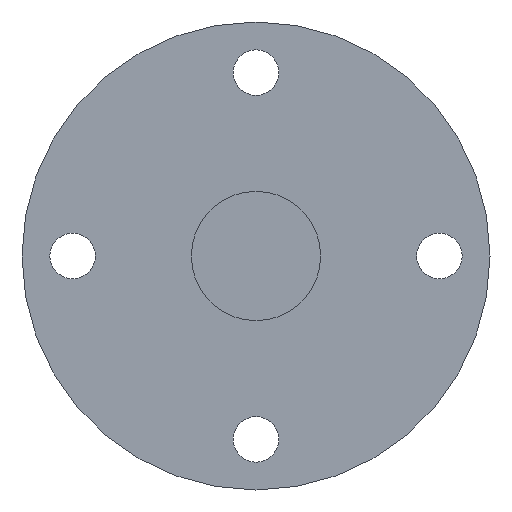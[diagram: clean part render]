
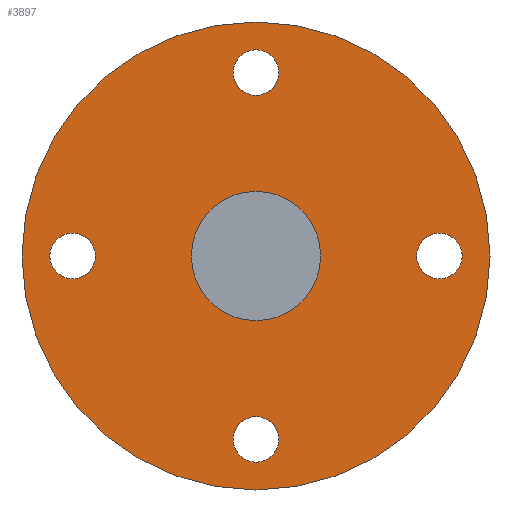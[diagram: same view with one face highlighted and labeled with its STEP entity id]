
A CAD part, front view. The second image highlights one B-rep face of the part: STEP entity #3897.
In plain terms, the highlighted planar face has unit normal (0, -1, 0).
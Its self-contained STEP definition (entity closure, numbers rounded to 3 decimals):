
#1017=PLANE($,#4140);
#1162=FACE_BOUND($,#1442,.T.);
#1163=FACE_BOUND($,#1443,.T.);
#1164=FACE_BOUND($,#1444,.T.);
#1165=FACE_BOUND($,#1445,.T.);
#1166=FACE_BOUND($,#1446,.T.);
#1167=FACE_BOUND($,#1447,.T.);
#1442=EDGE_LOOP($,(#2707));
#1443=EDGE_LOOP($,(#2708));
#1444=EDGE_LOOP($,(#2709));
#1445=EDGE_LOOP($,(#2710));
#1446=EDGE_LOOP($,(#2711));
#1447=EDGE_LOOP($,(#2712));
#1695=CIRCLE($,#4120,9.);
#1697=CIRCLE($,#4123,9.);
#1699=CIRCLE($,#4126,9.);
#1701=CIRCLE($,#4129,9.);
#1707=CIRCLE($,#4139,92.5);
#1708=CIRCLE($,#4141,25.541);
#1726=VERTEX_POINT($,#5042);
#1728=VERTEX_POINT($,#5047);
#1730=VERTEX_POINT($,#5052);
#1732=VERTEX_POINT($,#5057);
#1738=VERTEX_POINT($,#5073);
#1739=VERTEX_POINT($,#5076);
#2115=EDGE_CURVE($,#1726,#1726,#1695,.T.);
#2117=EDGE_CURVE($,#1728,#1728,#1697,.T.);
#2119=EDGE_CURVE($,#1730,#1730,#1699,.T.);
#2121=EDGE_CURVE($,#1732,#1732,#1701,.T.);
#2127=EDGE_CURVE($,#1738,#1738,#1707,.T.);
#2128=EDGE_CURVE($,#1739,#1739,#1708,.T.);
#2707=ORIENTED_EDGE($,*,*,#2115,.T.);
#2708=ORIENTED_EDGE($,*,*,#2117,.T.);
#2709=ORIENTED_EDGE($,*,*,#2119,.T.);
#2710=ORIENTED_EDGE($,*,*,#2121,.T.);
#2711=ORIENTED_EDGE($,*,*,#2127,.T.);
#2712=ORIENTED_EDGE($,*,*,#2128,.F.);
#3897=ADVANCED_FACE($,(#1162,#1163,#1164,#1165,#1166,#1167),#1017,.T.);
#4120=AXIS2_PLACEMENT_3D($,#5043,#4301,#4302);
#4123=AXIS2_PLACEMENT_3D($,#5048,#4307,#4308);
#4126=AXIS2_PLACEMENT_3D($,#5053,#4313,#4314);
#4129=AXIS2_PLACEMENT_3D($,#5058,#4319,#4320);
#4139=AXIS2_PLACEMENT_3D($,#5074,#4339,#4340);
#4140=AXIS2_PLACEMENT_3D($,#5075,#4341,#4342);
#4141=AXIS2_PLACEMENT_3D($,#5077,#4343,#4344);
#4301=DIRECTION('center_axis',(0.,1.,0.));
#4302=DIRECTION('ref_axis',(-1.,0.,0.));
#4307=DIRECTION('center_axis',(0.,1.,0.));
#4308=DIRECTION('ref_axis',(-1.,0.,0.));
#4313=DIRECTION('center_axis',(0.,1.,0.));
#4314=DIRECTION('ref_axis',(-1.,0.,0.));
#4319=DIRECTION('center_axis',(0.,1.,0.));
#4320=DIRECTION('ref_axis',(-1.,0.,0.));
#4339=DIRECTION('center_axis',(0.,-1.,0.));
#4340=DIRECTION('ref_axis',(1.,0.,0.));
#4341=DIRECTION('center_axis',(0.,-1.,0.));
#4342=DIRECTION('ref_axis',(0.,0.,-1.));
#4343=DIRECTION('center_axis',(0.,-1.,0.));
#4344=DIRECTION('ref_axis',(1.,0.,0.));
#5042=CARTESIAN_POINT('',(81.5,20.601,0.));
#5043=CARTESIAN_POINT('Origin',(72.5,20.601,0.));
#5047=CARTESIAN_POINT('',(-63.5,20.601,0.));
#5048=CARTESIAN_POINT('Origin',(-72.5,20.601,0.));
#5052=CARTESIAN_POINT('',(9.,20.601,72.5));
#5053=CARTESIAN_POINT('Origin',(0.,20.601,
72.5));
#5057=CARTESIAN_POINT('',(9.,20.601,-72.5));
#5058=CARTESIAN_POINT('Origin',(0.,20.601,
-72.5));
#5073=CARTESIAN_POINT('',(92.5,20.601,0.));
#5074=CARTESIAN_POINT('Origin',(0.,20.601,0.));
#5075=CARTESIAN_POINT('Origin',(25.541,20.601,0.));
#5076=CARTESIAN_POINT('',(25.541,20.601,0.));
#5077=CARTESIAN_POINT('Origin',(0.,20.601,0.));
